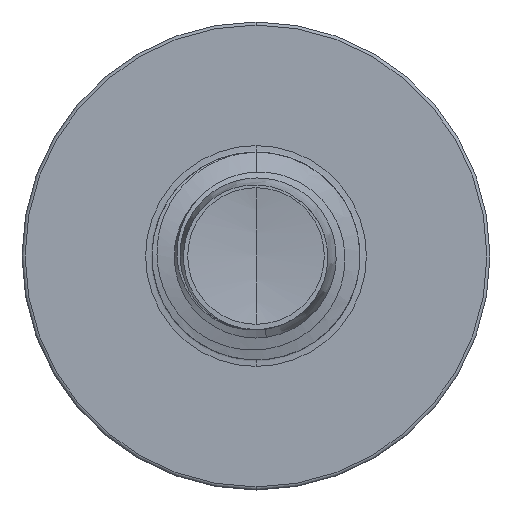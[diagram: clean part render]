
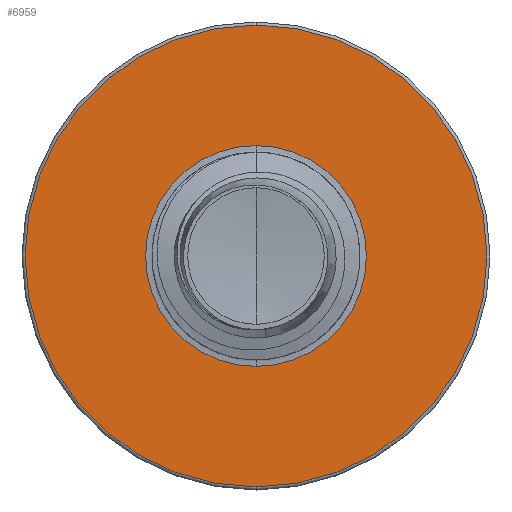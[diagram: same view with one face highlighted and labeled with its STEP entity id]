
A CAD part, front view. The second image highlights one B-rep face of the part: STEP entity #6959.
In plain terms, the highlighted planar face has unit normal (0, -1, 0).
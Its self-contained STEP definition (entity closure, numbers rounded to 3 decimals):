
#955 = CARTESIAN_POINT ( 'NONE',  ( 0., 15., 6.66 ) ) ;
#1040 = EDGE_LOOP ( 'NONE', ( #22209, #4689 ) ) ;
#1305 = ORIENTED_EDGE ( 'NONE', *, *, #21127, .F. ) ;
#1940 = DIRECTION ( 'NONE',  ( 0., 0., 1. ) ) ;
#1999 = DIRECTION ( 'NONE',  ( 0., 1., 0. ) ) ;
#2037 = PLANE ( 'NONE',  #26068 ) ;
#2547 = CARTESIAN_POINT ( 'NONE',  ( 0., 15., -3.186 ) ) ;
#3144 = ORIENTED_EDGE ( 'NONE', *, *, #3706, .F. ) ;
#3548 = VERTEX_POINT ( 'NONE', #18255 ) ;
#3647 = FACE_BOUND ( 'NONE', #1040, .T. ) ;
#3706 = EDGE_CURVE ( 'NONE', #12203, #7106, #21552, .T. ) ;
#4689 = ORIENTED_EDGE ( 'NONE', *, *, #11656, .T. ) ;
#5684 = AXIS2_PLACEMENT_3D ( 'NONE', #12349, #26405, #14435 ) ;
#6959 = ADVANCED_FACE ( 'NONE', ( #14807, #3647 ), #2037, .F. ) ;
#7106 = VERTEX_POINT ( 'NONE', #955 ) ;
#7686 = CARTESIAN_POINT ( 'NONE',  ( 0., 15., 3.186 ) ) ;
#9201 = AXIS2_PLACEMENT_3D ( 'NONE', #10240, #24491, #12331 ) ;
#10240 = CARTESIAN_POINT ( 'NONE',  ( 0., 15., 0. ) ) ;
#11367 = AXIS2_PLACEMENT_3D ( 'NONE', #16053, #16047, #16027 ) ;
#11656 = EDGE_CURVE ( 'NONE', #3548, #12078, #18009, .T. ) ;
#11918 = DIRECTION ( 'NONE',  ( 0., 1., 0. ) ) ;
#12078 = VERTEX_POINT ( 'NONE', #7686 ) ;
#12203 = VERTEX_POINT ( 'NONE', #26034 ) ;
#12331 = DIRECTION ( 'NONE',  ( 0., 0., 1. ) ) ;
#12349 = CARTESIAN_POINT ( 'NONE',  ( 0., 15., 0. ) ) ;
#14435 = DIRECTION ( 'NONE',  ( 0., 0., 1. ) ) ;
#14807 = FACE_OUTER_BOUND ( 'NONE', #18103, .T. ) ;
#16006 = EDGE_CURVE ( 'NONE', #12078, #3548, #16326, .T. ) ;
#16027 = DIRECTION ( 'NONE',  ( 0., 0., 1. ) ) ;
#16047 = DIRECTION ( 'NONE',  ( 0., 1., 0. ) ) ;
#16053 = CARTESIAN_POINT ( 'NONE',  ( 0., 15., 0. ) ) ;
#16326 = CIRCLE ( 'NONE', #9201, 3.186 ) ;
#17328 = AXIS2_PLACEMENT_3D ( 'NONE', #24095, #11918, #26017 ) ;
#18009 = CIRCLE ( 'NONE', #17328, 3.186 ) ;
#18103 = EDGE_LOOP ( 'NONE', ( #1305, #3144 ) ) ;
#18255 = CARTESIAN_POINT ( 'NONE',  ( 0., 15., -3.186 ) ) ;
#21127 = EDGE_CURVE ( 'NONE', #7106, #12203, #23888, .T. ) ;
#21552 = CIRCLE ( 'NONE', #11367, 6.66 ) ;
#22209 = ORIENTED_EDGE ( 'NONE', *, *, #16006, .T. ) ;
#23888 = CIRCLE ( 'NONE', #5684, 6.66 ) ;
#24095 = CARTESIAN_POINT ( 'NONE',  ( 0., 15., 0. ) ) ;
#24491 = DIRECTION ( 'NONE',  ( 0., 1., 0. ) ) ;
#26017 = DIRECTION ( 'NONE',  ( 0., 0., 1. ) ) ;
#26034 = CARTESIAN_POINT ( 'NONE',  ( 0., 15., -6.66 ) ) ;
#26068 = AXIS2_PLACEMENT_3D ( 'NONE', #2547, #1999, #1940 ) ;
#26405 = DIRECTION ( 'NONE',  ( 0., 1., 0. ) ) ;
